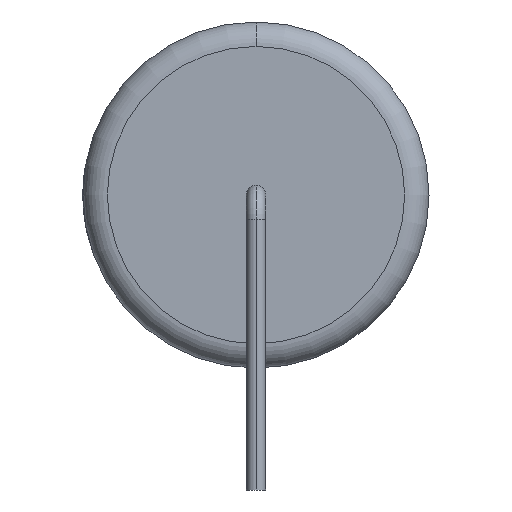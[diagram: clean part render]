
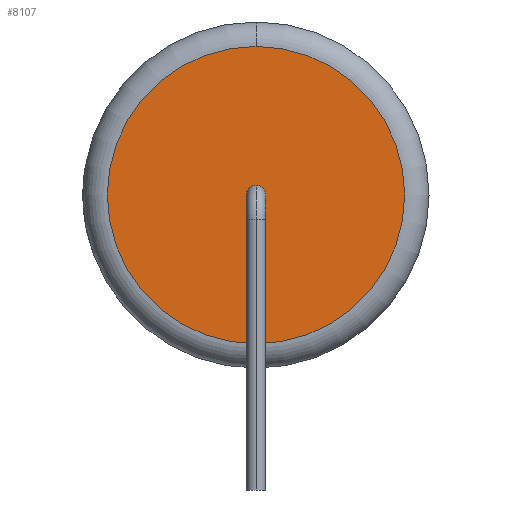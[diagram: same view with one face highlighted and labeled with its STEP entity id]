
A CAD part, left-side view. The second image highlights one B-rep face of the part: STEP entity #8107.
In plain terms, the highlighted planar face has unit normal (-1, 0, 0).
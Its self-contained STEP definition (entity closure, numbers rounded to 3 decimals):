
#551 = AXIS2_PLACEMENT_3D ( 'NONE', #779, #9816, #3722 ) ;
#714 = VERTEX_POINT ( 'NONE', #6407 ) ;
#779 = CARTESIAN_POINT ( 'NONE',  ( -12.7, 0., 0. ) ) ;
#1296 = DIRECTION ( 'NONE',  ( 0., 0., -1. ) ) ;
#1652 = VERTEX_POINT ( 'NONE', #8383 ) ;
#1921 = AXIS2_PLACEMENT_3D ( 'NONE', #4543, #5469, #2309 ) ;
#1929 = EDGE_CURVE ( 'NONE', #1652, #714, #4856, .T. ) ;
#1996 = AXIS2_PLACEMENT_3D ( 'NONE', #6796, #5821, #5032 ) ;
#2309 = DIRECTION ( 'NONE',  ( 0., 0., -1. ) ) ;
#2345 = CARTESIAN_POINT ( 'NONE',  ( -12.7, 0., 0. ) ) ;
#2375 = EDGE_CURVE ( 'NONE', #714, #1652, #9965, .T. ) ;
#3722 = DIRECTION ( 'NONE',  ( 0., 0., -1. ) ) ;
#3937 = CARTESIAN_POINT ( 'NONE',  ( -12.7, 0., -3.05 ) ) ;
#4210 = EDGE_LOOP ( 'NONE', ( #9884, #5839 ) ) ;
#4338 = DIRECTION ( 'NONE',  ( 0., 0., -1. ) ) ;
#4543 = CARTESIAN_POINT ( 'NONE',  ( -12.7, 0., 0. ) ) ;
#4856 = CIRCLE ( 'NONE', #1921, 0.2 ) ;
#5032 = DIRECTION ( 'NONE',  ( 0., 0., -1. ) ) ;
#5442 = PLANE ( 'NONE',  #551 ) ;
#5469 = DIRECTION ( 'NONE',  ( -1., 0., 0. ) ) ;
#5505 = FACE_OUTER_BOUND ( 'NONE', #11360, .T. ) ;
#5821 = DIRECTION ( 'NONE',  ( -1., 0., 0. ) ) ;
#5839 = ORIENTED_EDGE ( 'NONE', *, *, #1929, .F. ) ;
#6220 = AXIS2_PLACEMENT_3D ( 'NONE', #2345, #6371, #4338 ) ;
#6296 = CARTESIAN_POINT ( 'NONE',  ( -12.7, 0., 0. ) ) ;
#6371 = DIRECTION ( 'NONE',  ( -1., 0., 0. ) ) ;
#6407 = CARTESIAN_POINT ( 'NONE',  ( -12.7, 0., -0.2 ) ) ;
#6796 = CARTESIAN_POINT ( 'NONE',  ( -12.7, 0., 0. ) ) ;
#7466 = EDGE_CURVE ( 'NONE', #11079, #8892, #11861, .T. ) ;
#7600 = AXIS2_PLACEMENT_3D ( 'NONE', #6296, #10333, #1296 ) ;
#8107 = ADVANCED_FACE ( 'NONE', ( #8650, #5505 ), #5442, .F. ) ;
#8383 = CARTESIAN_POINT ( 'NONE',  ( -12.7, 0., 0.2 ) ) ;
#8650 = FACE_BOUND ( 'NONE', #4210, .T. ) ;
#8810 = ORIENTED_EDGE ( 'NONE', *, *, #7466, .T. ) ;
#8892 = VERTEX_POINT ( 'NONE', #3937 ) ;
#9319 = EDGE_CURVE ( 'NONE', #8892, #11079, #11442, .T. ) ;
#9816 = DIRECTION ( 'NONE',  ( 1., 0., 0. ) ) ;
#9884 = ORIENTED_EDGE ( 'NONE', *, *, #2375, .F. ) ;
#9965 = CIRCLE ( 'NONE', #7600, 0.2 ) ;
#10154 = CARTESIAN_POINT ( 'NONE',  ( -12.7, 0., 3.05 ) ) ;
#10333 = DIRECTION ( 'NONE',  ( -1., 0., 0. ) ) ;
#11079 = VERTEX_POINT ( 'NONE', #10154 ) ;
#11360 = EDGE_LOOP ( 'NONE', ( #12497, #8810 ) ) ;
#11442 = CIRCLE ( 'NONE', #6220, 3.05 ) ;
#11861 = CIRCLE ( 'NONE', #1996, 3.05 ) ;
#12497 = ORIENTED_EDGE ( 'NONE', *, *, #9319, .T. ) ;
